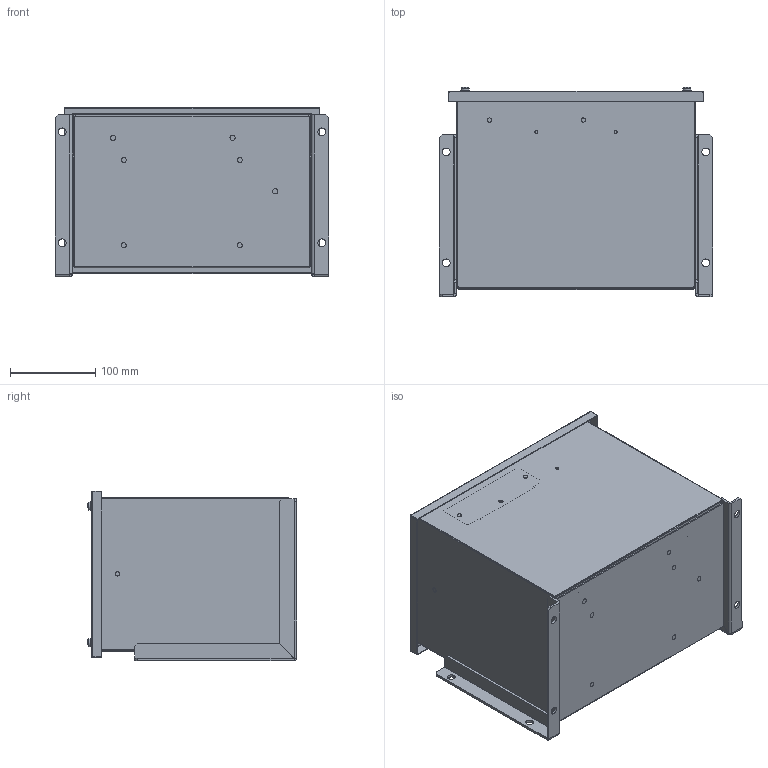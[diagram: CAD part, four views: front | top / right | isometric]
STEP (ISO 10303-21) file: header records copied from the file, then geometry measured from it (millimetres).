
FILE_DESCRIPTION (( 'STEP AP214' ), '1' );
FILE_NAME ('170118 B 1605022.STEP', '2017-01-18T15:13:56', ( 'Admin' ), ( 'Microsoft' ), 'SwSTEP 2.0', 'SolidWorks 2014', '' );
FILE_SCHEMA (( 'AUTOMOTIVE_DESIGN' ));
Length unit declared in the file: millimetre
Products named in the file (44): #040-2329; Deckel #020-2946; #040-2330; TS35x100x70x17,5xD6,5_Ohne Bohrung; UI90-51,5-oD; Baugruppe 3UI 90_51,5_f〉 B 1605022; WickelUI90_51,5_1oD; 090327 Kabelschelle klein; 170117 Schirmblech #020-2946; 161019 Klemmenhaltewinkel #020-2946; 3UI90-51,5; R點k-& Bodenblech #020-2946; Winkel #020-2946; pan head cross recess screw_din; Gehäuseschale #020-2946; 170118 B 1605022; plain washer grade a_din; pan head cross recess screw_din_ISO 7045 - M5 x 16 - Z --- 16N; plain washer grade a_din_Washer DIN 125 - A 5.3; TS35x100x70x17,5xD6,5
Assembly tree (28 placements, depth 3):
  #040-2329
  #040-2330
  UI90-51,5-oD
  UI90-51,5-oD
  WickelUI90_51,5_1oD
Bounding box: 320 x 245.63 x 198.93 mm (x, y, z)
Volume: 2326476.6 mm3; surface area: 1281995.8 mm2
Topology: 40 solids, 40 shells, 2211 faces, 5417 edges, 3302 vertices
Faces by surface type: plane 1117, cylinder 758, torus 304, cone 24, sphere 8
Entity records: 34757 total; most frequent: DIRECTION 6001, CARTESIAN_POINT 5796, ORIENTED_EDGE 5506, EDGE_CURVE 2753, AXIS2_PLACEMENT_3D 2118, LINE 1765, VECTOR 1765, VERTEX_POINT 1689
